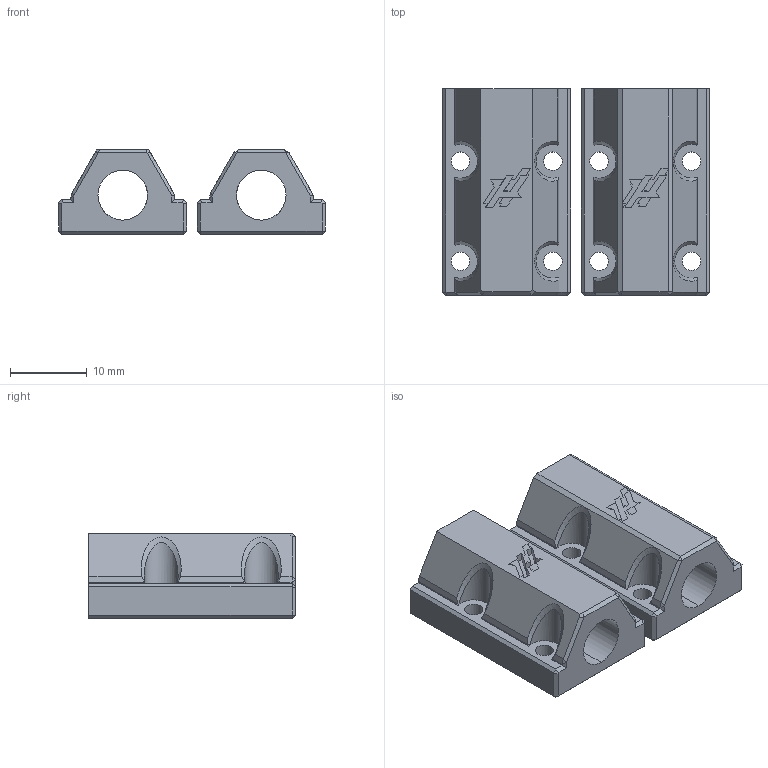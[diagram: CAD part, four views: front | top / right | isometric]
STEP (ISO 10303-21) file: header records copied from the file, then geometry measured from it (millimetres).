
FILE_DESCRIPTION(/* description */ (''),/* implementation_level */ '2;1');
FILE_NAME(/* name */ 'KGLM_Hex_Z_Joint.step',/* time_stamp */ '2023-08-28T23:55:58+01:00',/* author */ (''),/* organization */ (''),/* preprocessor_version */ 'ST-DEVELOPER v20',/* originating_system */ 'Autodesk Translation Framework v12.9.0.99',/* authorisation */ '');
FILE_SCHEMA (('AUTOMOTIVE_DESIGN { 1 0 10303 214 3 1 1 }'));
Length unit declared in the file: millimetre
Products named in the file (3): KGLM-ZJoint_Hex; Z_Joint_Hex_Logo; Z_Joint_Hex_No_Logo
Assembly tree (2 placements, depth 2):
  KGLM-ZJoint_Hex
    Z_Joint_Hex_Logo
    Z_Joint_Hex_No_Logo
Bounding box: 34.6 x 26.8 x 10.95 mm (x, y, z)
Volume: 4753.6 mm3; surface area: 4519.6 mm2
Topology: 2 solids, 2 shells, 170 faces, 502 edges, 335 vertices
Faces by surface type: plane 130, cylinder 28, bspline 8, cone 4
Full cylindrical faces by diameter (mm): 2.4 x8
Entity records: 6264 total; most frequent: CARTESIAN_POINT 1686, ORIENTED_EDGE 1004, DIRECTION 834, EDGE_CURVE 502, LINE 372, VECTOR 372, VERTEX_POINT 335, AXIS2_PLACEMENT_3D 231
